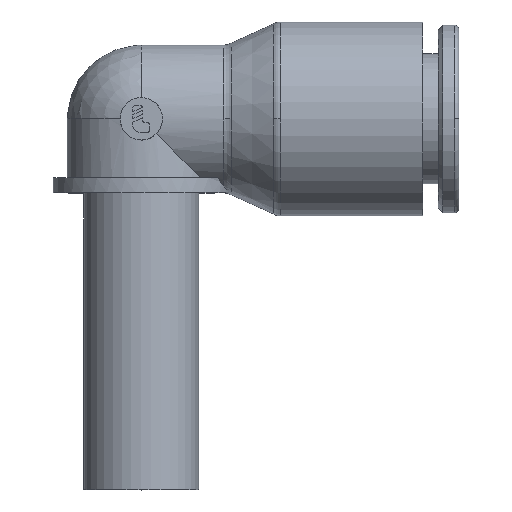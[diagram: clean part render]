
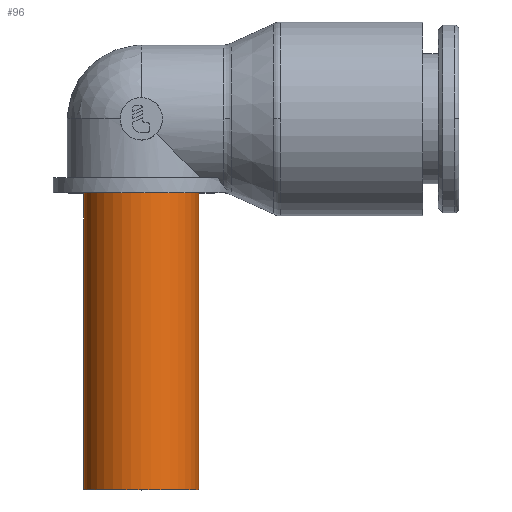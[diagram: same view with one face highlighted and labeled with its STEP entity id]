
A CAD part, top view. The second image highlights one B-rep face of the part: STEP entity #96.
In plain terms, the highlighted cylindrical face has radius 4.75 mm (diameter 9.5 mm), a partial arc.
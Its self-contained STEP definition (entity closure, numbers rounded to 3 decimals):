
#96=ADVANCED_FACE('',(#213),#214,.T.);
#213=FACE_OUTER_BOUND('',#345,.T.);
#214=CYLINDRICAL_SURFACE('',#346,4.75);
#345=EDGE_LOOP('',(#786,#787,#788,#789));
#346=AXIS2_PLACEMENT_3D('',#790,#791,#792);
#786=ORIENTED_EDGE('',*,*,#910,.T.);
#787=ORIENTED_EDGE('',*,*,#1025,.T.);
#788=ORIENTED_EDGE('',*,*,#912,.T.);
#789=ORIENTED_EDGE('',*,*,#1028,.F.);
#790=CARTESIAN_POINT('',(0.0,-15.3,0.0));
#791=DIRECTION('',(-0.0,1.0,0.0));
#792=DIRECTION('',(1.0,0.0,0.0));
#910=EDGE_CURVE('',#1097,#1098,#1099,.T.);
#912=EDGE_CURVE('',#1102,#1100,#1103,.T.);
#1025=EDGE_CURVE('',#1098,#1102,#1290,.T.);
#1028=EDGE_CURVE('',#1097,#1100,#1293,.T.);
#1097=VERTEX_POINT('',#1373);
#1098=VERTEX_POINT('',#1374);
#1099=LINE('',#1375,#1376);
#1100=VERTEX_POINT('',#1377);
#1102=VERTEX_POINT('',#1379);
#1103=LINE('',#1380,#1381);
#1290=CIRCLE('',#1882,4.75);
#1293=CIRCLE('',#1885,4.75);
#1373=CARTESIAN_POINT('',(4.75,-30.6,0.0));
#1374=CARTESIAN_POINT('',(4.75,-6.1,0.0));
#1375=CARTESIAN_POINT('',(4.75,-15.3,0.));
#1376=VECTOR('',#1970,1.0);
#1377=CARTESIAN_POINT('',(-4.75,-30.6,0.));
#1379=CARTESIAN_POINT('',(-4.75,-6.1,0.));
#1380=CARTESIAN_POINT('',(-4.75,-15.3,0.));
#1381=VECTOR('',#1974,1.0);
#1882=AXIS2_PLACEMENT_3D('',#2163,#2164,#2165);
#1885=AXIS2_PLACEMENT_3D('',#2172,#2173,#2174);
#1970=DIRECTION('',(0.0,1.0,0.0));
#1974=DIRECTION('',(-0.0,-1.0,-0.0));
#2163=CARTESIAN_POINT('',(0.0,-6.1,0.0));
#2164=DIRECTION('',(0.0,-1.0,0.0));
#2165=DIRECTION('',(1.0,0.0,0.0));
#2172=CARTESIAN_POINT('',(0.0,-30.6,0.0));
#2173=DIRECTION('',(0.0,-1.0,0.0));
#2174=DIRECTION('',(1.0,0.0,0.0));
